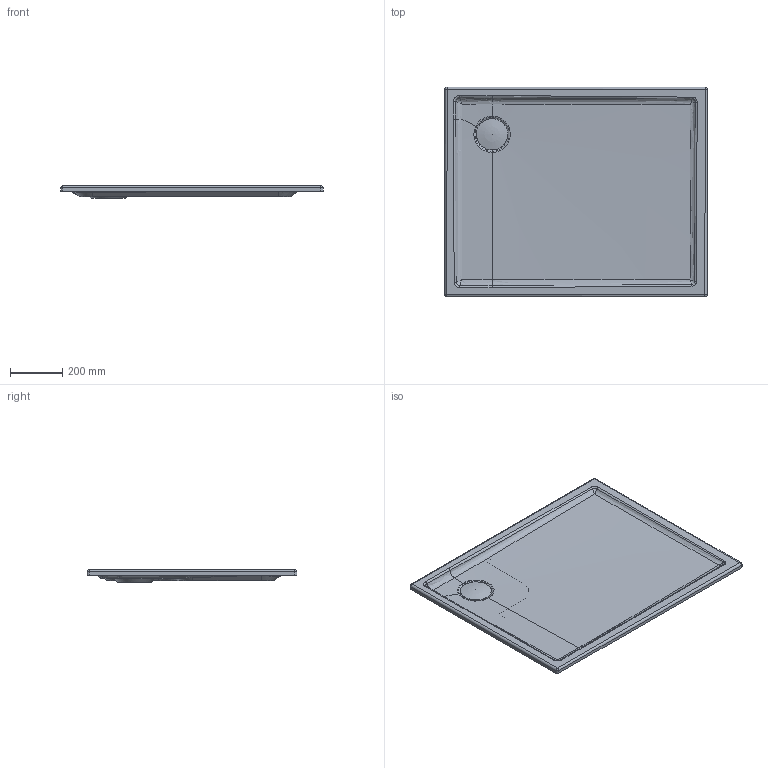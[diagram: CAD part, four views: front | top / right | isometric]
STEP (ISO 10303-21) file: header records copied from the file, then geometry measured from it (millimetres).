
FILE_DESCRIPTION((''),'2;1');
FILE_NAME('720119.stp','2013-06-27T20:22:38',('Administrator'),(''),'Autodesk Inventor 2011','Autodesk Inventor 2011','');
FILE_SCHEMA(('CONFIG_CONTROL_DESIGN'));
Length unit declared in the file: millimetre
Products named in the file (3): 720119; Stopfen_120
Assembly tree (2 placements, depth 2):
  720119
    720119
    Stopfen_120
Bounding box: 1000.29 x 800.36 x 47 mm (x, y, z)
Volume: 17357375.4 mm3; surface area: 2678466.4 mm2
Topology: 3 solids, 3 shells, 137 faces, 334 edges, 197 vertices
Faces by surface type: bspline 54, plane 33, cylinder 23, cone 19, sphere 8
Full cylindrical faces by diameter (mm): 46.019 x1, 59.187 x1, 72.614 x1, 90 x1
Entity records: 12817 total; most frequent: CARTESIAN_POINT 9903, ORIENTED_EDGE 618, DIRECTION 443, EDGE_CURVE 309, VERTEX_POINT 189, AXIS2_PLACEMENT_3D 176, EDGE_LOOP 150, FACE_OUTER_BOUND 137
